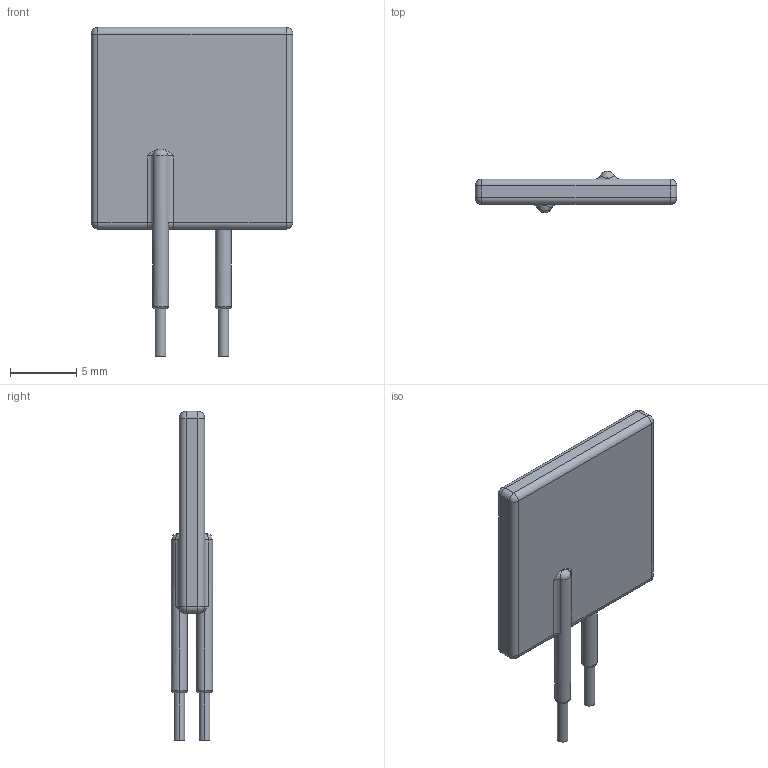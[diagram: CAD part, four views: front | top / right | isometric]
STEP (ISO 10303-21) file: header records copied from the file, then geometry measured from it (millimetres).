
FILE_DESCRIPTION((''),'2;1');
FILE_NAME('FUSR_BOURNS_MF-RX_STYLE2.stp','2013-05-22T10:57:16',(''),(''),'Mechanical Desktop 2011','Mechanical Desktop 2011',', , ');
FILE_SCHEMA(('AUTOMOTIVE_DESIGN { 1 2 10303 214 1 1 1 1 }'));
Length unit declared in the file: millimetre
Products named in the file (1): Product
Bounding box: 15.18 x 3.1 x 24.78 mm (x, y, z)
Volume: 455.5 mm3; surface area: 620.9 mm2
Topology: 3 solids, 3 shells, 62 faces, 140 edges, 76 vertices
Faces by surface type: cylinder 26, plane 14, torus 12, sphere 8, bspline 2
Entity records: 2020 total; most frequent: CARTESIAN_POINT 611, DIRECTION 316, ORIENTED_EDGE 264, AXIS2_PLACEMENT_3D 135, EDGE_CURVE 132, VERTEX_POINT 76, CIRCLE 74, EDGE_LOOP 62
